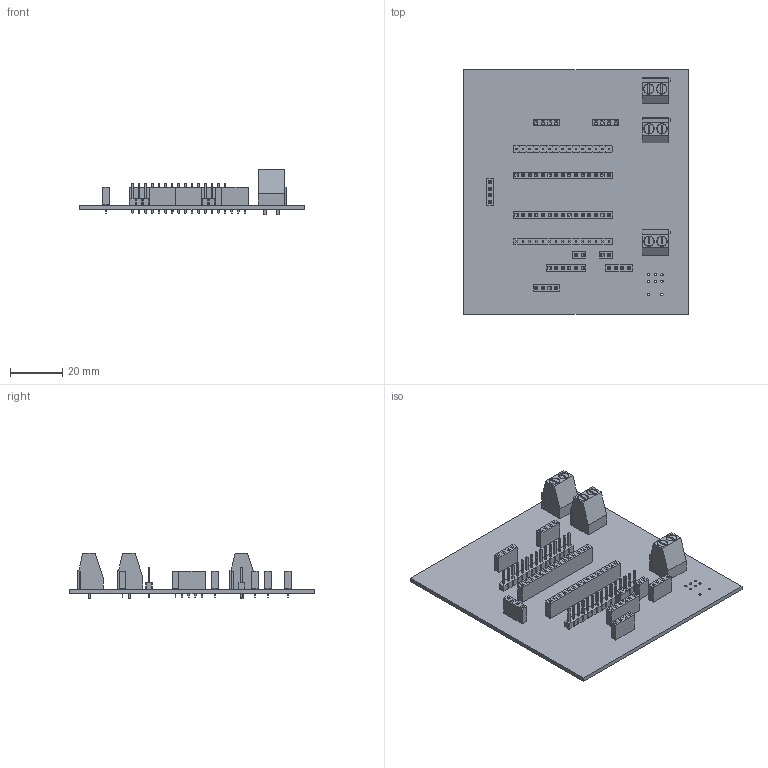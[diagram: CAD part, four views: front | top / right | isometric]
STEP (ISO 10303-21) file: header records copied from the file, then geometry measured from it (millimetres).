
FILE_DESCRIPTION(('KiCad electronic assembly'),'2;1');
FILE_NAME('Maze_Solver_Arduino.step','2024-08-11T15:51:18',('Pcbnew'),( 'Kicad'),'Open CASCADE STEP processor 7.8','KiCad to STEP converter' ,'Unknown');
FILE_SCHEMA(('AUTOMOTIVE_DESIGN { 1 0 10303 214 1 1 1 1 }'));
Length unit declared in the file: millimetre
Products named in the file (14): Maze_Solver_Arduino 1; PinSocket_1x04_P2.54mm_Vertical; PinSocket_1x04_P254mm_Vertical; PinSocket_1x02_P2.54mm_Vertical; PinSocket_1x02_P254mm_Vertical; PinSocket_1x15_P2.54mm_Vertical; PinSocket_1x15_P254mm_Vertical; TerminalBlock_Phoenix_MKDS-1,5-2_1x02_P5.00mm_Horizontal; TerminalBlock_Phoenix_MKDS_15_2_1x02_P500mm_Horizontal; PinSocket_1x06_P2.54mm_Vertical; PinSocket_1x06_P254mm_Vertical; PinHeader_1x15_P2.54mm_Vertical; PinHeader_1x15_P254mm_Vertical; Maze_Solver_Arduino_PCB
Assembly tree (22 placements, depth 3):
  Maze_Solver_Arduino 1
    PinSocket_1x04_P2.54mm_Vertical  x5
      PinSocket_1x04_P254mm_Vertical
    PinSocket_1x02_P2.54mm_Vertical  x2
      PinSocket_1x02_P254mm_Vertical
    PinSocket_1x15_P2.54mm_Vertical  x2
      PinSocket_1x15_P254mm_Vertical
    TerminalBlock_Phoenix_MKDS-1,5-2_1x02_P5.00mm_Horizontal  x3
      TerminalBlock_Phoenix_MKDS_15_2_1x02_P500mm_Horizontal
    PinSocket_1x06_P2.54mm_Vertical
      PinSocket_1x06_P254mm_Vertical
    PinHeader_1x15_P2.54mm_Vertical  x2
      PinHeader_1x15_P254mm_Vertical
    Maze_Solver_Arduino_PCB
Bounding box: 86.36 x 93.98 x 17.3 mm (x, y, z)
Volume: 18991.7 mm3; surface area: 27262.5 mm2
Topology: 16 solids, 16 shells, 3065 faces, 7791 edges, 5010 vertices
Faces by surface type: plane 2925, cylinder 116, bspline 24
Full cylindrical faces by diameter (mm): 0.89 x8, 1 x90, 1.3 x6, 3.8 x6, 4 x6
Entity records: 52586 total; most frequent: CARTESIAN_POINT 7546, ORIENTED_EDGE 7362, DIRECTION 6831, EDGE_CURVE 3681, LINE 3425, VECTOR 3425, VERTEX_POINT 2370, FACE_BOUND 1767
